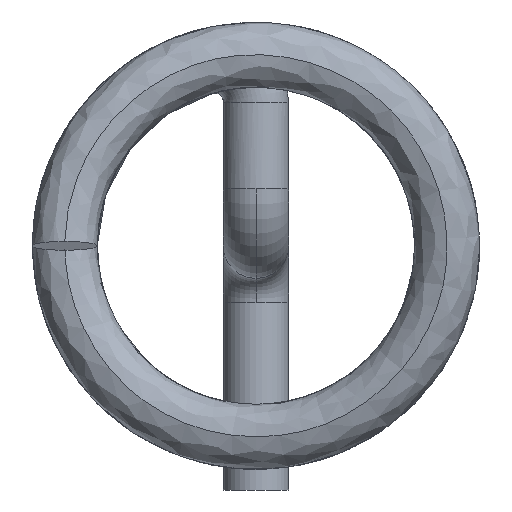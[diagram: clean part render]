
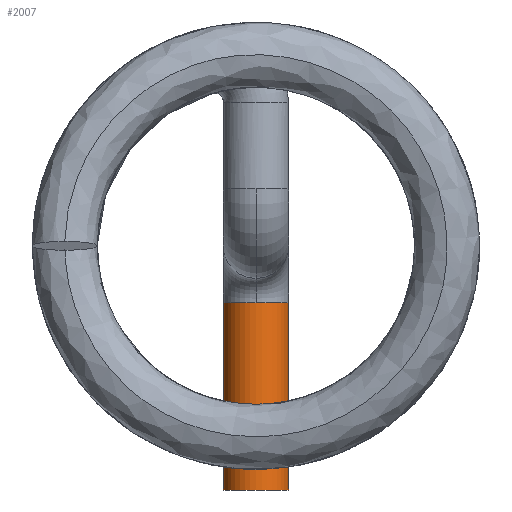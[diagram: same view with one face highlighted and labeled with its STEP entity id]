
A CAD part, front view. The second image highlights one B-rep face of the part: STEP entity #2007.
In plain terms, the highlighted cylindrical face has radius 0.4 mm (diameter 0.8 mm), a partial arc.
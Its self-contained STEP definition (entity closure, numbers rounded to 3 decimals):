
#124 = CYLINDRICAL_SURFACE ( 'NONE', #5549, 0.4 ) ;
#466 = EDGE_CURVE ( 'NONE', #10323, #7803, #6750, .T. ) ;
#715 = CIRCLE ( 'NONE', #7463, 0.4 ) ;
#1197 = VERTEX_POINT ( 'NONE', #6153 ) ;
#1279 = EDGE_CURVE ( 'NONE', #6229, #1197, #7203, .T. ) ;
#1727 = DIRECTION ( 'NONE',  ( 0.171, -0.985, 0. ) ) ;
#1882 = DIRECTION ( 'NONE',  ( 0., 0., -1. ) ) ;
#1998 = CARTESIAN_POINT ( 'NONE',  ( 0., 17.2, -0.7 ) ) ;
#2007 = ADVANCED_FACE ( 'NONE', ( #4057 ), #124, .T. ) ;
#2196 = AXIS2_PLACEMENT_3D ( 'NONE', #5408, #12737, #3368 ) ;
#3061 = AXIS2_PLACEMENT_3D ( 'NONE', #11756, #7328, #10681 ) ;
#3368 = DIRECTION ( 'NONE',  ( 0.171, -0.985, 0. ) ) ;
#3408 = ORIENTED_EDGE ( 'NONE', *, *, #466, .T. ) ;
#3937 = CARTESIAN_POINT ( 'NONE',  ( 0.4, 17.2, -0.7 ) ) ;
#4057 = FACE_OUTER_BOUND ( 'NONE', #11102, .T. ) ;
#4509 = CARTESIAN_POINT ( 'NONE',  ( -0.4, 17.2, -3. ) ) ;
#4782 = CARTESIAN_POINT ( 'NONE',  ( 0.4, 17.2, -3. ) ) ;
#4890 = CARTESIAN_POINT ( 'NONE',  ( -0.4, 17.2, -0.7 ) ) ;
#5023 = DIRECTION ( 'NONE',  ( 0., 0., -1. ) ) ;
#5293 = EDGE_CURVE ( 'NONE', #6229, #9763, #7080, .T. ) ;
#5408 = CARTESIAN_POINT ( 'NONE',  ( 0., 17.2, -0.7 ) ) ;
#5544 = ORIENTED_EDGE ( 'NONE', *, *, #12425, .T. ) ;
#5549 = AXIS2_PLACEMENT_3D ( 'NONE', #10346, #1882, #9228 ) ;
#5726 = CARTESIAN_POINT ( 'NONE',  ( -0.4, 17.2, -0.7 ) ) ;
#5999 = CARTESIAN_POINT ( 'NONE',  ( 0.4, 17.2, -0.7 ) ) ;
#6153 = CARTESIAN_POINT ( 'NONE',  ( 0., 16.8, -0.7 ) ) ;
#6229 = VERTEX_POINT ( 'NONE', #3937 ) ;
#6750 = LINE ( 'NONE', #5726, #11608 ) ;
#7080 = LINE ( 'NONE', #5999, #10576 ) ;
#7203 = CIRCLE ( 'NONE', #2196, 0.4 ) ;
#7328 = DIRECTION ( 'NONE',  ( 0., 0., -1. ) ) ;
#7463 = AXIS2_PLACEMENT_3D ( 'NONE', #1998, #10256, #1727 ) ;
#7803 = VERTEX_POINT ( 'NONE', #4509 ) ;
#8319 = ORIENTED_EDGE ( 'NONE', *, *, #10668, .F. ) ;
#8599 = ORIENTED_EDGE ( 'NONE', *, *, #1279, .T. ) ;
#9228 = DIRECTION ( 'NONE',  ( -1., 0., 0. ) ) ;
#9740 = ORIENTED_EDGE ( 'NONE', *, *, #5293, .F. ) ;
#9763 = VERTEX_POINT ( 'NONE', #4782 ) ;
#10256 = DIRECTION ( 'NONE',  ( 0., 0., -1. ) ) ;
#10323 = VERTEX_POINT ( 'NONE', #4890 ) ;
#10346 = CARTESIAN_POINT ( 'NONE',  ( 0., 17.2, -0.7 ) ) ;
#10576 = VECTOR ( 'NONE', #5023, 1000. ) ;
#10668 = EDGE_CURVE ( 'NONE', #9763, #7803, #12904, .T. ) ;
#10681 = DIRECTION ( 'NONE',  ( 0.171, -0.985, 0. ) ) ;
#11102 = EDGE_LOOP ( 'NONE', ( #9740, #8599, #5544, #3408, #8319 ) ) ;
#11608 = VECTOR ( 'NONE', #11721, 1000. ) ;
#11721 = DIRECTION ( 'NONE',  ( 0., 0., -1. ) ) ;
#11756 = CARTESIAN_POINT ( 'NONE',  ( 0., 17.2, -3. ) ) ;
#12425 = EDGE_CURVE ( 'NONE', #1197, #10323, #715, .T. ) ;
#12737 = DIRECTION ( 'NONE',  ( 0., 0., -1. ) ) ;
#12904 = CIRCLE ( 'NONE', #3061, 0.4 ) ;
